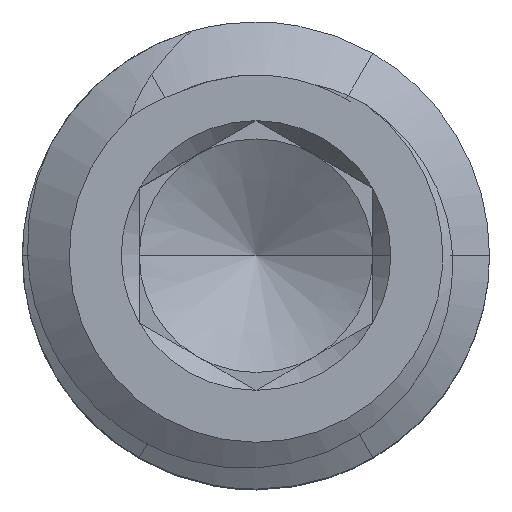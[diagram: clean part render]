
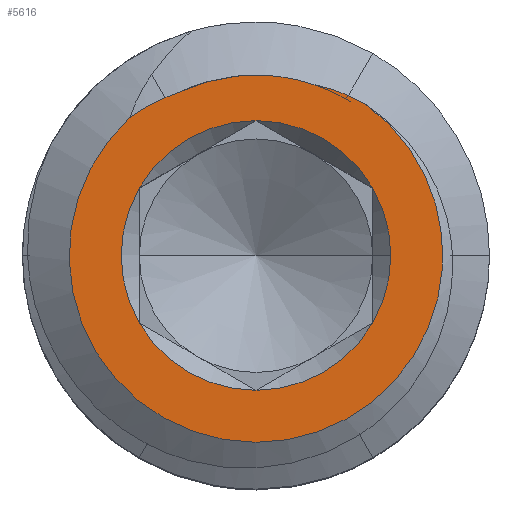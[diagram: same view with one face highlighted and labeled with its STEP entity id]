
A CAD part, top view. The second image highlights one B-rep face of the part: STEP entity #5616.
In plain terms, the highlighted planar face has unit normal (0, 0, 1).
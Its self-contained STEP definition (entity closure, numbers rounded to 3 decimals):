
#361=AXIS2_PLACEMENT_3D('Circle Axis2P3D',#359,#360,$) ;
#434=AXIS2_PLACEMENT_3D('Circle Axis2P3D',#432,#433,$) ;
#2995=AXIS2_PLACEMENT_3D('Circle Axis2P3D',#2993,#2994,$) ;
#3005=AXIS2_PLACEMENT_3D('Circle Axis2P3D',#3003,#3004,$) ;
#3030=AXIS2_PLACEMENT_3D('Circle Axis2P3D',#3028,#3029,$) ;
#3052=AXIS2_PLACEMENT_3D('Circle Axis2P3D',#3050,#3051,$) ;
#3072=AXIS2_PLACEMENT_3D('Circle Axis2P3D',#3070,#3071,$) ;
#3103=AXIS2_PLACEMENT_3D('Circle Axis2P3D',#3101,#3102,$) ;
#3123=AXIS2_PLACEMENT_3D('Circle Axis2P3D',#3121,#3122,$) ;
#3142=AXIS2_PLACEMENT_3D('Circle Axis2P3D',#3140,#3141,$) ;
#5587=AXIS2_PLACEMENT_3D('Plane Axis2P3D',#5584,#5585,#5586) ;
#143=CARTESIAN_POINT('Vertex',(-0.78,1.351,2.671)) ;
#147=CARTESIAN_POINT('Control Point',(-0.78,1.351,2.671)) ;
#148=CARTESIAN_POINT('Control Point',(-0.742,1.368,2.671)) ;
#149=CARTESIAN_POINT('Control Point',(-0.702,1.383,2.671)) ;
#150=CARTESIAN_POINT('Control Point',(-0.662,1.396,2.671)) ;
#151=CARTESIAN_POINT('Vertex',(-0.662,1.396,2.671)) ;
#359=CARTESIAN_POINT('Axis2P3D Location',(0.,0.,2.671)) ;
#363=CARTESIAN_POINT('Vertex',(0.,-1.6,2.671)) ;
#365=CARTESIAN_POINT('Vertex',(-1.081,1.18,2.671)) ;
#429=CARTESIAN_POINT('Vertex',(0.939,1.296,2.671)) ;
#432=CARTESIAN_POINT('Axis2P3D Location',(0.,0.,2.671)) ;
#740=CARTESIAN_POINT('Vertex',(0.791,1.37,2.671)) ;
#744=CARTESIAN_POINT('Control Point',(0.791,1.37,2.671)) ;
#745=CARTESIAN_POINT('Control Point',(0.841,1.348,2.671)) ;
#746=CARTESIAN_POINT('Control Point',(0.89,1.323,2.671)) ;
#747=CARTESIAN_POINT('Control Point',(0.939,1.296,2.671)) ;
#2988=CARTESIAN_POINT('Vertex',(0.,1.155,2.671)) ;
#2990=CARTESIAN_POINT('Vertex',(-1.,0.577,2.671)) ;
#2993=CARTESIAN_POINT('Axis2P3D Location',(0.,0.,2.671)) ;
#3003=CARTESIAN_POINT('Axis2P3D Location',(0.,0.,2.671)) ;
#3007=CARTESIAN_POINT('Vertex',(-1.155,0.,2.671)) ;
#3009=CARTESIAN_POINT('Vertex',(-1.,-0.577,2.671)) ;
#3028=CARTESIAN_POINT('Axis2P3D Location',(0.,0.,2.671)) ;
#3047=CARTESIAN_POINT('Vertex',(0.,-1.155,2.671)) ;
#3050=CARTESIAN_POINT('Axis2P3D Location',(0.,0.,2.671)) ;
#3067=CARTESIAN_POINT('Vertex',(1.,-0.577,2.671)) ;
#3070=CARTESIAN_POINT('Axis2P3D Location',(0.,0.,2.671)) ;
#3091=CARTESIAN_POINT('Vertex',(1.155,0.,2.671)) ;
#3101=CARTESIAN_POINT('Axis2P3D Location',(0.,0.,2.671)) ;
#3118=CARTESIAN_POINT('Vertex',(1.,0.577,2.671)) ;
#3121=CARTESIAN_POINT('Axis2P3D Location',(0.,0.,2.671)) ;
#3140=CARTESIAN_POINT('Axis2P3D Location',(0.,0.,2.671)) ;
#5303=CARTESIAN_POINT('Vertex',(0.497,1.463,2.671)) ;
#5307=CARTESIAN_POINT('Control Point',(0.497,1.463,2.671)) ;
#5308=CARTESIAN_POINT('Control Point',(0.598,1.442,2.671)) ;
#5309=CARTESIAN_POINT('Control Point',(0.697,1.41,2.671)) ;
#5310=CARTESIAN_POINT('Control Point',(0.791,1.37,2.671)) ;
#5549=CARTESIAN_POINT('Control Point',(-0.662,1.396,2.671)) ;
#5550=CARTESIAN_POINT('Control Point',(-0.661,1.397,2.671)) ;
#5551=CARTESIAN_POINT('Control Point',(-0.659,1.398,2.671)) ;
#5552=CARTESIAN_POINT('Control Point',(-0.658,1.398,2.671)) ;
#5553=CARTESIAN_POINT('Control Point',(-0.653,1.4,2.671)) ;
#5554=CARTESIAN_POINT('Control Point',(-0.648,1.403,2.671)) ;
#5555=CARTESIAN_POINT('Control Point',(-0.645,1.404,2.671)) ;
#5556=CARTESIAN_POINT('Control Point',(-0.636,1.408,2.671)) ;
#5557=CARTESIAN_POINT('Control Point',(-0.627,1.412,2.671)) ;
#5558=CARTESIAN_POINT('Control Point',(-0.622,1.415,2.671)) ;
#5559=CARTESIAN_POINT('Control Point',(-0.607,1.421,2.671)) ;
#5560=CARTESIAN_POINT('Control Point',(-0.591,1.428,2.671)) ;
#5561=CARTESIAN_POINT('Control Point',(-0.581,1.432,2.671)) ;
#5562=CARTESIAN_POINT('Control Point',(-0.549,1.445,2.671)) ;
#5563=CARTESIAN_POINT('Control Point',(-0.517,1.456,2.671)) ;
#5564=CARTESIAN_POINT('Control Point',(-0.495,1.464,2.671)) ;
#5565=CARTESIAN_POINT('Control Point',(-0.43,1.485,2.671)) ;
#5566=CARTESIAN_POINT('Control Point',(-0.364,1.503,2.671)) ;
#5567=CARTESIAN_POINT('Control Point',(-0.319,1.513,2.671)) ;
#5568=CARTESIAN_POINT('Control Point',(-0.183,1.539,2.671)) ;
#5569=CARTESIAN_POINT('Control Point',(-0.045,1.549,2.671)) ;
#5570=CARTESIAN_POINT('Control Point',(0.048,1.549,2.671)) ;
#5571=CARTESIAN_POINT('Control Point',(0.195,1.538,2.671)) ;
#5572=CARTESIAN_POINT('Control Point',(0.339,1.509,2.671)) ;
#5573=CARTESIAN_POINT('Control Point',(0.393,1.496,2.671)) ;
#5574=CARTESIAN_POINT('Control Point',(0.445,1.481,2.671)) ;
#5575=CARTESIAN_POINT('Control Point',(0.497,1.463,2.671)) ;
#5584=CARTESIAN_POINT('Axis2P3D Location',(0.,0.,2.671)) ;
#5590=CARTESIAN_POINT('Control Point',(-1.081,1.18,2.671)) ;
#5591=CARTESIAN_POINT('Control Point',(-1.024,1.22,2.671)) ;
#5592=CARTESIAN_POINT('Control Point',(-0.966,1.258,2.671)) ;
#5593=CARTESIAN_POINT('Control Point',(-0.906,1.292,2.671)) ;
#5594=CARTESIAN_POINT('Control Point',(-0.844,1.323,2.671)) ;
#5595=CARTESIAN_POINT('Control Point',(-0.78,1.351,2.671)) ;
#360=DIRECTION('Axis2P3D Direction',(0.,0.,-1.)) ;
#433=DIRECTION('Axis2P3D Direction',(0.,0.,-1.)) ;
#2994=DIRECTION('Axis2P3D Direction',(0.,-0.,1.)) ;
#3004=DIRECTION('Axis2P3D Direction',(0.,-0.,1.)) ;
#3029=DIRECTION('Axis2P3D Direction',(0.,-0.,1.)) ;
#3051=DIRECTION('Axis2P3D Direction',(0.,-0.,1.)) ;
#3071=DIRECTION('Axis2P3D Direction',(0.,-0.,1.)) ;
#3102=DIRECTION('Axis2P3D Direction',(0.,-0.,1.)) ;
#3122=DIRECTION('Axis2P3D Direction',(0.,-0.,1.)) ;
#3141=DIRECTION('Axis2P3D Direction',(0.,-0.,1.)) ;
#5585=DIRECTION('Axis2P3D Direction',(0.,0.,-1.)) ;
#5586=DIRECTION('Axis2P3D XDirection',(0.,1.,0.)) ;
#5598=ORIENTED_EDGE('',*,*,#367,.F.) ;
#5599=ORIENTED_EDGE('',*,*,#436,.F.) ;
#5600=ORIENTED_EDGE('',*,*,#748,.F.) ;
#5601=ORIENTED_EDGE('',*,*,#5311,.F.) ;
#5602=ORIENTED_EDGE('',*,*,#5576,.F.) ;
#5603=ORIENTED_EDGE('',*,*,#153,.F.) ;
#5604=ORIENTED_EDGE('',*,*,#5596,.F.) ;
#5607=ORIENTED_EDGE('',*,*,#3144,.F.) ;
#5608=ORIENTED_EDGE('',*,*,#3125,.F.) ;
#5609=ORIENTED_EDGE('',*,*,#3105,.F.) ;
#5610=ORIENTED_EDGE('',*,*,#3074,.F.) ;
#5611=ORIENTED_EDGE('',*,*,#3054,.F.) ;
#5612=ORIENTED_EDGE('',*,*,#3011,.F.) ;
#5613=ORIENTED_EDGE('',*,*,#3032,.F.) ;
#5614=ORIENTED_EDGE('',*,*,#2997,.F.) ;
#5615=FACE_BOUND('',#5606,.T.) ;
#5616=ADVANCED_FACE('Cut-Extrude12',(#5605,#5615),#5588,.F.) ;
#146=B_SPLINE_CURVE_WITH_KNOTS('',3,(#147,#148,#149,#150),.UNSPECIFIED.,.F.,.U.,(4,4),(0.,0.213),.UNSPECIFIED.) ;
#743=B_SPLINE_CURVE_WITH_KNOTS('',3,(#744,#745,#746,#747),.UNSPECIFIED.,.F.,.U.,(4,4),(0.,0.268),.UNSPECIFIED.) ;
#5306=B_SPLINE_CURVE_WITH_KNOTS('',3,(#5307,#5308,#5309,#5310),.UNSPECIFIED.,.F.,.U.,(4,4),(0.,0.503),.UNSPECIFIED.) ;
#5548=B_SPLINE_CURVE_WITH_KNOTS('',5,(#5549,#5550,#5551,#5552,#5553,#5554,#5555,#5556,#5557,#5558,#5559,#5560,#5561,#5562,#5563,#5564,#5565,#5566,#5567,#5568,#5569,#5570,#5571,#5572,#5573,#5574,#5575),.UNSPECIFIED.,.F.,.U.,(6,3,3,3,3,3,3,3,6),(0.,0.011,0.042,0.084,0.167,0.34,0.68,1.359,1.766),.UNSPECIFIED.) ;
#5589=B_SPLINE_CURVE_WITH_KNOTS('',5,(#5590,#5591,#5592,#5593,#5594,#5595),.UNSPECIFIED.,.F.,.U.,(6,6),(0.,0.49),.UNSPECIFIED.) ;
#362=CIRCLE('generated circle',#361,1.6) ;
#435=CIRCLE('generated circle',#434,1.6) ;
#2996=CIRCLE('generated circle',#2995,1.155) ;
#3006=CIRCLE('generated circle',#3005,1.155) ;
#3031=CIRCLE('generated circle',#3030,1.155) ;
#3053=CIRCLE('generated circle',#3052,1.155) ;
#3073=CIRCLE('generated circle',#3072,1.155) ;
#3104=CIRCLE('generated circle',#3103,1.155) ;
#3124=CIRCLE('generated circle',#3123,1.155) ;
#3143=CIRCLE('generated circle',#3142,1.155) ;
#153=EDGE_CURVE('',#144,#152,#146,.T.) ;
#367=EDGE_CURVE('',#364,#366,#362,.T.) ;
#436=EDGE_CURVE('',#430,#364,#435,.T.) ;
#748=EDGE_CURVE('',#741,#430,#743,.T.) ;
#2997=EDGE_CURVE('',#2989,#2991,#2996,.T.) ;
#3011=EDGE_CURVE('',#3008,#3010,#3006,.T.) ;
#3032=EDGE_CURVE('',#2991,#3008,#3031,.T.) ;
#3054=EDGE_CURVE('',#3010,#3048,#3053,.T.) ;
#3074=EDGE_CURVE('',#3048,#3068,#3073,.T.) ;
#3105=EDGE_CURVE('',#3068,#3092,#3104,.T.) ;
#3125=EDGE_CURVE('',#3092,#3119,#3124,.T.) ;
#3144=EDGE_CURVE('',#3119,#2989,#3143,.T.) ;
#5311=EDGE_CURVE('',#5304,#741,#5306,.T.) ;
#5576=EDGE_CURVE('',#152,#5304,#5548,.T.) ;
#5596=EDGE_CURVE('',#366,#144,#5589,.T.) ;
#5597=EDGE_LOOP('',(#5598,#5599,#5600,#5601,#5602,#5603,#5604)) ;
#5606=EDGE_LOOP('',(#5607,#5608,#5609,#5610,#5611,#5612,#5613,#5614)) ;
#5605=FACE_OUTER_BOUND('',#5597,.T.) ;
#5588=PLANE('',#5587) ;
#144=VERTEX_POINT('',#143) ;
#152=VERTEX_POINT('',#151) ;
#364=VERTEX_POINT('',#363) ;
#366=VERTEX_POINT('',#365) ;
#430=VERTEX_POINT('',#429) ;
#741=VERTEX_POINT('',#740) ;
#2989=VERTEX_POINT('',#2988) ;
#2991=VERTEX_POINT('',#2990) ;
#3008=VERTEX_POINT('',#3007) ;
#3010=VERTEX_POINT('',#3009) ;
#3048=VERTEX_POINT('',#3047) ;
#3068=VERTEX_POINT('',#3067) ;
#3092=VERTEX_POINT('',#3091) ;
#3119=VERTEX_POINT('',#3118) ;
#5304=VERTEX_POINT('',#5303) ;
